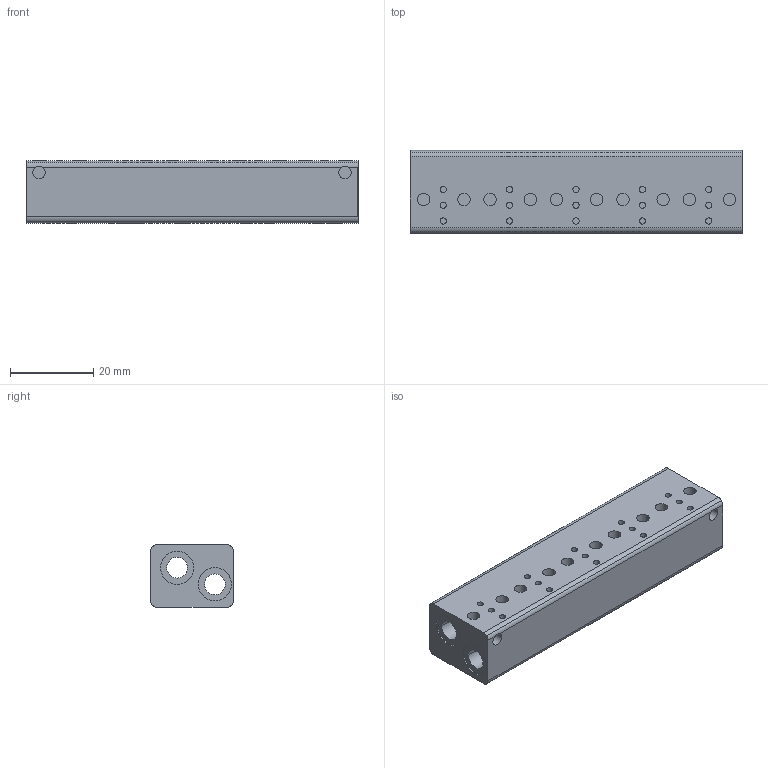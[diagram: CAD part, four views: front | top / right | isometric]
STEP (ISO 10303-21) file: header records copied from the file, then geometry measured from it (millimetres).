
FILE_DESCRIPTION((''),'2;1');
FILE_NAME('AU_065_1.stp','2003-01-02T13:11:50',('Branislav Petkovic'),('AZ Pneumatica'),'AutoCAD STEP 2000i','AutoCAD 2000i','Via J. F. Kennedy, 26, 20020 Misinto (MI), ITALY');
FILE_SCHEMA(('CONFIG_CONTROL_DESIGN'));
Length unit declared in the file: millimetre
Products named in the file (2): AU_065_1; PART1
Assembly tree (1 placements, depth 2):
  AU_065_1
    PART1
Bounding box: 80 x 20 x 15 mm (x, y, z)
Surface area: 9578.1 mm2 (no closed solid volume)
Topology: 0 solids, 1 shells, 141 faces, 300 edges, 200 vertices
Faces by surface type: cylinder 94, plane 47
Entity records: 4045 total; most frequent: DIRECTION 774, CARTESIAN_POINT 671, ORIENTED_EDGE 600, AXIS2_PLACEMENT_3D 333, EDGE_CURVE 300, VERTEX_POINT 200, CIRCLE 190, EDGE_LOOP 184
